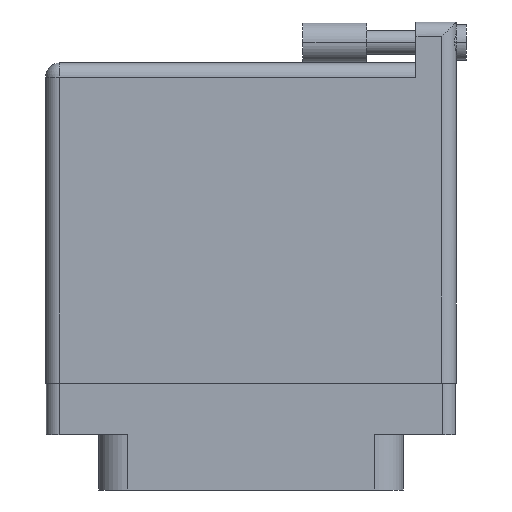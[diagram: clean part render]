
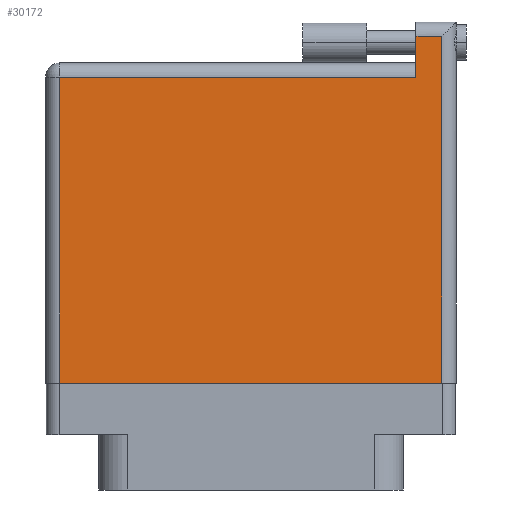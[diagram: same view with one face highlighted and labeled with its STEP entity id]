
A CAD part, front view. The second image highlights one B-rep face of the part: STEP entity #30172.
In plain terms, the highlighted face is planar.
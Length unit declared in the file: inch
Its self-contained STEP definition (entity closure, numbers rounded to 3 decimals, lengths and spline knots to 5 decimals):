
#174 = DIRECTION ( 'NONE',  ( 1., 0., 0. ) ) ;
#890 = LINE ( 'NONE', #38443, #5695 ) ;
#1410 = LINE ( 'NONE', #37656, #19799 ) ;
#2468 = PLANE ( 'NONE',  #30928 ) ;
#4408 = VECTOR ( 'NONE', #7877, 39.37008 ) ;
#5695 = VECTOR ( 'NONE', #35469, 39.37008 ) ;
#7281 = DIRECTION ( 'NONE',  ( 0., -1., 0. ) ) ;
#7877 = DIRECTION ( 'NONE',  ( 0., -1., 0. ) ) ;
#8207 = CARTESIAN_POINT ( 'NONE',  ( 0.934, -0.1, 0.4495 ) ) ;
#8969 = LINE ( 'NONE', #11052, #24453 ) ;
#9632 = ORIENTED_EDGE ( 'NONE', *, *, #34783, .T. ) ;
#9774 = EDGE_CURVE ( 'NONE', #38731, #20670, #16506, .T. ) ;
#11052 = CARTESIAN_POINT ( 'NONE',  ( -1.004, 1.596, 0.4495 ) ) ;
#11644 = DIRECTION ( 'NONE',  ( -1., 0., 0. ) ) ;
#11988 = EDGE_LOOP ( 'NONE', ( #34866, #29830, #9632, #15688, #29399, #26356 ) ) ;
#12339 = VECTOR ( 'NONE', #174, 39.37008 ) ;
#13279 = CARTESIAN_POINT ( 'NONE',  ( 0.807, 1.596, 0.4495 ) ) ;
#14696 = DIRECTION ( 'NONE',  ( -1., 0., 0. ) ) ;
#15688 = ORIENTED_EDGE ( 'NONE', *, *, #9774, .T. ) ;
#15948 = VECTOR ( 'NONE', #7281, 39.37008 ) ;
#16506 = LINE ( 'NONE', #38906, #4408 ) ;
#19799 = VECTOR ( 'NONE', #25812, 39.37008 ) ;
#20670 = VERTEX_POINT ( 'NONE', #26565 ) ;
#21250 = CARTESIAN_POINT ( 'NONE',  ( -1.004, 1.466, 0.4495 ) ) ;
#24066 = EDGE_CURVE ( 'NONE', #20670, #29898, #1410, .T. ) ;
#24378 = VERTEX_POINT ( 'NONE', #8207 ) ;
#24453 = VECTOR ( 'NONE', #14696, 39.37008 ) ;
#24740 = CARTESIAN_POINT ( 'NONE',  ( -1.004, -0.1, 0.4495 ) ) ;
#25812 = DIRECTION ( 'NONE',  ( -1., 0., 0. ) ) ;
#26189 = FACE_OUTER_BOUND ( 'NONE', #11988, .T. ) ;
#26356 = ORIENTED_EDGE ( 'NONE', *, *, #32395, .T. ) ;
#26565 = CARTESIAN_POINT ( 'NONE',  ( 0.807, 1.396, 0.4495 ) ) ;
#27063 = LINE ( 'NONE', #32358, #15948 ) ;
#28496 = EDGE_CURVE ( 'NONE', #29004, #24378, #32608, .T. ) ;
#29004 = VERTEX_POINT ( 'NONE', #36265 ) ;
#29399 = ORIENTED_EDGE ( 'NONE', *, *, #24066, .T. ) ;
#29830 = ORIENTED_EDGE ( 'NONE', *, *, #36991, .T. ) ;
#29898 = VERTEX_POINT ( 'NONE', #32043 ) ;
#30172 = ADVANCED_FACE ( 'NONE', ( #26189 ), #2468, .F. ) ;
#30928 = AXIS2_PLACEMENT_3D ( 'NONE', #21250, #32964, #11644 ) ;
#32043 = CARTESIAN_POINT ( 'NONE',  ( -0.934, 1.396, 0.4495 ) ) ;
#32358 = CARTESIAN_POINT ( 'NONE',  ( -0.934, -0.1, 0.4495 ) ) ;
#32395 = EDGE_CURVE ( 'NONE', #29898, #29004, #27063, .T. ) ;
#32608 = LINE ( 'NONE', #24740, #12339 ) ;
#32689 = VERTEX_POINT ( 'NONE', #33554 ) ;
#32964 = DIRECTION ( 'NONE',  ( 0., 0., -1. ) ) ;
#33554 = CARTESIAN_POINT ( 'NONE',  ( 0.934, 1.596, 0.4495 ) ) ;
#34783 = EDGE_CURVE ( 'NONE', #32689, #38731, #8969, .T. ) ;
#34866 = ORIENTED_EDGE ( 'NONE', *, *, #28496, .T. ) ;
#35469 = DIRECTION ( 'NONE',  ( 0., 1., 0. ) ) ;
#36265 = CARTESIAN_POINT ( 'NONE',  ( -0.934, -0.1, 0.4495 ) ) ;
#36991 = EDGE_CURVE ( 'NONE', #24378, #32689, #890, .T. ) ;
#37656 = CARTESIAN_POINT ( 'NONE',  ( -1.004, 1.396, 0.4495 ) ) ;
#38443 = CARTESIAN_POINT ( 'NONE',  ( 0.934, 1.666, 0.4495 ) ) ;
#38731 = VERTEX_POINT ( 'NONE', #13279 ) ;
#38906 = CARTESIAN_POINT ( 'NONE',  ( 0.807, 1.666, 0.4495 ) ) ;
